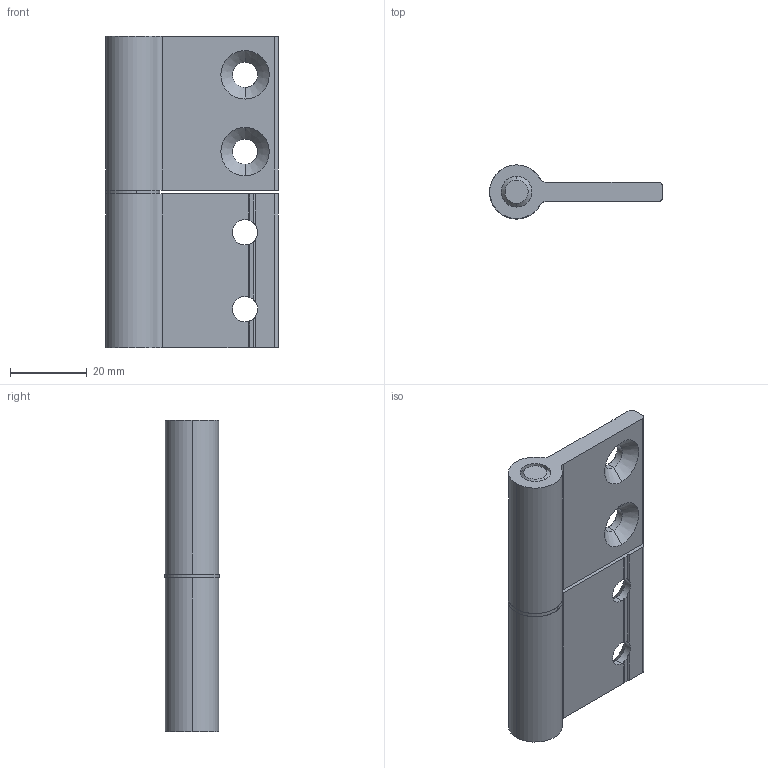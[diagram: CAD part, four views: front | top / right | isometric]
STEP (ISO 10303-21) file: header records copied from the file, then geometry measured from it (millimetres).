
FILE_DESCRIPTION (( 'STEP AP203' ), '1' );
FILE_NAME ('084.500.010.STEP', '2013-01-28T10:11:54', ( 'Alusic' ), ( 'Alusic' ), 'SwSTEP 2.0', 'SolidWorks 2011', '' );
FILE_SCHEMA (( 'CONFIG_CONTROL_DESIGN' ));
Length unit declared in the file: millimetre
Products named in the file (4): 084.500.010; 084.500.001.C; PERNO CERNIERA_084.500.001.B; 084.500.010L
Assembly tree (4 placements, depth 2):
  084.500.010
    PERNO CERNIERA_084.500.001.B
    084.500.010L  x2
    084.500.001.C
Bounding box: 45.05 x 14.1 x 81 mm (x, y, z)
Volume: 23728.2 mm3; surface area: 13967.5 mm2
Topology: 4 solids, 4 shells, 204 faces, 508 edges, 308 vertices
Faces by surface type: plane 154, cylinder 38, cone 12
Entity records: 5374 total; most frequent: CARTESIAN_POINT 907, DIRECTION 890, ORIENTED_EDGE 820, EDGE_CURVE 410, AXIS2_PLACEMENT_3D 315, VECTOR 260, LINE 260, VERTEX_POINT 244
